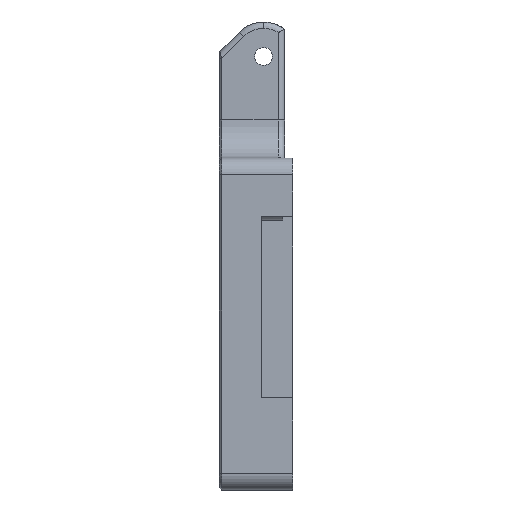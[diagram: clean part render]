
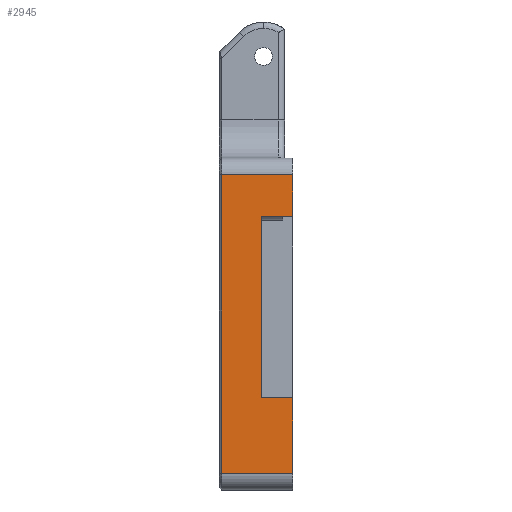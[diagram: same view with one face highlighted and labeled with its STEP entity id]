
A CAD part, left-side view. The second image highlights one B-rep face of the part: STEP entity #2945.
In plain terms, the highlighted planar face has unit normal (-1, 0, 0).
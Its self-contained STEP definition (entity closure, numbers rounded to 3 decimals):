
#84 = VERTEX_POINT ( 'NONE', #7603 ) ;
#94 = AXIS2_PLACEMENT_3D ( 'NONE', #4235, #3102, #3606 ) ;
#98 = VECTOR ( 'NONE', #5710, 1000. ) ;
#131 = EDGE_CURVE ( 'NONE', #347, #84, #6009, .T. ) ;
#208 = LINE ( 'NONE', #3235, #6066 ) ;
#237 = LINE ( 'NONE', #6649, #5926 ) ;
#347 = VERTEX_POINT ( 'NONE', #6192 ) ;
#379 = CARTESIAN_POINT ( 'NONE',  ( 0., -11.6, 0. ) ) ;
#386 = LINE ( 'NONE', #4424, #4514 ) ;
#401 = CARTESIAN_POINT ( 'NONE',  ( 0., -0.4, 2.6 ) ) ;
#406 = CARTESIAN_POINT ( 'NONE',  ( 0., -11.6, 14.5 ) ) ;
#609 = CARTESIAN_POINT ( 'NONE',  ( 0., -11.6, 49.6 ) ) ;
#647 = VERTEX_POINT ( 'NONE', #2965 ) ;
#690 = CARTESIAN_POINT ( 'NONE',  ( 0., -6.6, 43. ) ) ;
#718 = EDGE_CURVE ( 'NONE', #7433, #5937, #237, .T. ) ;
#810 = CARTESIAN_POINT ( 'NONE',  ( 0., -0.4, 49.6 ) ) ;
#901 = DIRECTION ( 'NONE',  ( 0., -1., 0. ) ) ;
#982 = LINE ( 'NONE', #4104, #1249 ) ;
#1013 = LINE ( 'NONE', #3350, #98 ) ;
#1100 = VERTEX_POINT ( 'NONE', #1881 ) ;
#1249 = VECTOR ( 'NONE', #4713, 1000. ) ;
#1444 = DIRECTION ( 'NONE',  ( 0., -1., 0. ) ) ;
#1475 = ORIENTED_EDGE ( 'NONE', *, *, #7010, .F. ) ;
#1569 = LINE ( 'NONE', #1988, #4505 ) ;
#1712 = ORIENTED_EDGE ( 'NONE', *, *, #5961, .T. ) ;
#1727 = ORIENTED_EDGE ( 'NONE', *, *, #718, .T. ) ;
#1756 = EDGE_CURVE ( 'NONE', #347, #1100, #386, .T. ) ;
#1799 = EDGE_CURVE ( 'NONE', #5937, #647, #1569, .T. ) ;
#1881 = CARTESIAN_POINT ( 'NONE',  ( 0., -6.6, 14.5 ) ) ;
#1891 = DIRECTION ( 'NONE',  ( 0., 0., -1. ) ) ;
#1937 = ORIENTED_EDGE ( 'NONE', *, *, #4350, .T. ) ;
#1988 = CARTESIAN_POINT ( 'NONE',  ( 0., -11.6, 2.6 ) ) ;
#2340 = VERTEX_POINT ( 'NONE', #406 ) ;
#2370 = EDGE_CURVE ( 'NONE', #7363, #7433, #1013, .T. ) ;
#2891 = ORIENTED_EDGE ( 'NONE', *, *, #131, .T. ) ;
#2945 = ADVANCED_FACE ( 'NONE', ( #3197 ), #3052, .T. ) ;
#2965 = CARTESIAN_POINT ( 'NONE',  ( 0., -11.6, 2.6 ) ) ;
#3052 = PLANE ( 'NONE',  #94 ) ;
#3102 = DIRECTION ( 'NONE',  ( -1., 0., 0. ) ) ;
#3197 = FACE_OUTER_BOUND ( 'NONE', #3499, .T. ) ;
#3235 = CARTESIAN_POINT ( 'NONE',  ( 0., -6.6, 14.5 ) ) ;
#3350 = CARTESIAN_POINT ( 'NONE',  ( 0., -11.6, 49.6 ) ) ;
#3426 = LINE ( 'NONE', #379, #3691 ) ;
#3499 = EDGE_LOOP ( 'NONE', ( #2891, #1712, #7568, #1727, #3650, #1937, #1475, #5669 ) ) ;
#3606 = DIRECTION ( 'NONE',  ( 0., 0., 1. ) ) ;
#3650 = ORIENTED_EDGE ( 'NONE', *, *, #1799, .T. ) ;
#3691 = VECTOR ( 'NONE', #6825, 1000. ) ;
#4104 = CARTESIAN_POINT ( 'NONE',  ( 0., -11.6, 0. ) ) ;
#4235 = CARTESIAN_POINT ( 'NONE',  ( 0., -11.6, 0. ) ) ;
#4350 = EDGE_CURVE ( 'NONE', #647, #2340, #982, .T. ) ;
#4424 = CARTESIAN_POINT ( 'NONE',  ( 0., -6.6, 43. ) ) ;
#4505 = VECTOR ( 'NONE', #1444, 1000. ) ;
#4514 = VECTOR ( 'NONE', #5017, 1000. ) ;
#4713 = DIRECTION ( 'NONE',  ( 0., 0., 1. ) ) ;
#5017 = DIRECTION ( 'NONE',  ( 0., 0., -1. ) ) ;
#5669 = ORIENTED_EDGE ( 'NONE', *, *, #1756, .F. ) ;
#5710 = DIRECTION ( 'NONE',  ( 0., 1., 0. ) ) ;
#5888 = DIRECTION ( 'NONE',  ( 0., -1., 0. ) ) ;
#5926 = VECTOR ( 'NONE', #1891, 1000. ) ;
#5937 = VERTEX_POINT ( 'NONE', #401 ) ;
#5961 = EDGE_CURVE ( 'NONE', #84, #7363, #3426, .T. ) ;
#6009 = LINE ( 'NONE', #690, #6672 ) ;
#6066 = VECTOR ( 'NONE', #901, 1000. ) ;
#6192 = CARTESIAN_POINT ( 'NONE',  ( 0., -6.6, 43. ) ) ;
#6649 = CARTESIAN_POINT ( 'NONE',  ( 0., -0.4, 0. ) ) ;
#6672 = VECTOR ( 'NONE', #5888, 1000. ) ;
#6825 = DIRECTION ( 'NONE',  ( 0., 0., 1. ) ) ;
#7010 = EDGE_CURVE ( 'NONE', #1100, #2340, #208, .T. ) ;
#7363 = VERTEX_POINT ( 'NONE', #609 ) ;
#7433 = VERTEX_POINT ( 'NONE', #810 ) ;
#7568 = ORIENTED_EDGE ( 'NONE', *, *, #2370, .T. ) ;
#7603 = CARTESIAN_POINT ( 'NONE',  ( 0., -11.6, 43. ) ) ;
